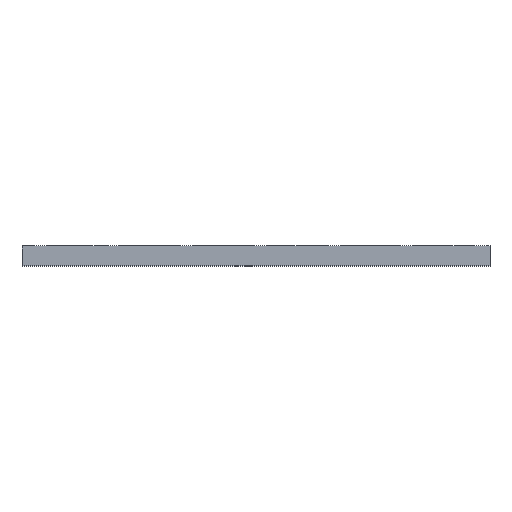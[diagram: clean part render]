
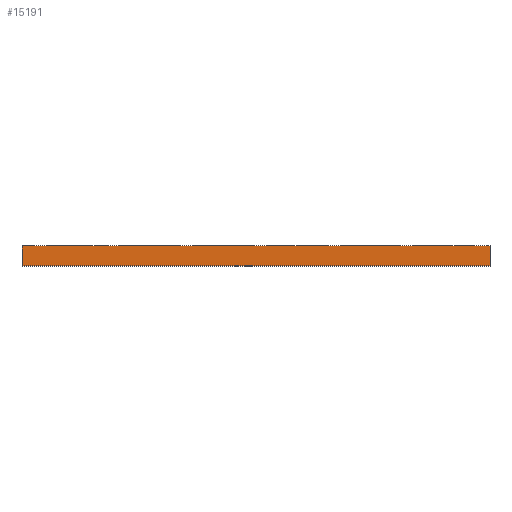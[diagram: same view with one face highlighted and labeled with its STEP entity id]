
A CAD part, top view. The second image highlights one B-rep face of the part: STEP entity #15191.
In plain terms, the highlighted planar face has unit normal (0, 0, 1).
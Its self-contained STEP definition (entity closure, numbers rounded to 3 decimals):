
#879=DIRECTION('',(1.,0.,0.));
#880=VECTOR('',#879,119.2);
#881=CARTESIAN_POINT('',(-12.25,1.3,38.));
#882=LINE('',#881,#880);
#2603=DIRECTION('',(0.,1.,0.));
#2604=VECTOR('',#2603,5.);
#2605=CARTESIAN_POINT('',(-12.25,-3.7,38.));
#2606=LINE('',#2605,#2604);
#2679=DIRECTION('',(0.,1.,0.));
#2680=VECTOR('',#2679,5.);
#2681=CARTESIAN_POINT('',(106.95,-3.7,38.));
#2682=LINE('',#2681,#2680);
#2731=DIRECTION('',(1.,0.,0.));
#2732=VECTOR('',#2731,119.2);
#2733=CARTESIAN_POINT('',(-12.25,-3.7,38.));
#2734=LINE('',#2733,#2732);
#8899=CARTESIAN_POINT('',(-12.25,-3.7,38.));
#8900=VERTEX_POINT('',#8899);
#8901=CARTESIAN_POINT('',(-12.25,1.3,38.));
#8902=VERTEX_POINT('',#8901);
#8931=CARTESIAN_POINT('',(106.95,-3.7,38.));
#8932=VERTEX_POINT('',#8931);
#8933=CARTESIAN_POINT('',(106.95,1.3,38.));
#8934=VERTEX_POINT('',#8933);
#15180=CARTESIAN_POINT('',(-12.25,-3.7,38.));
#15181=DIRECTION('',(0.,0.,1.));
#15182=DIRECTION('',(0.,1.,0.));
#15183=AXIS2_PLACEMENT_3D('',#15180,#15181,#15182);
#15184=PLANE('',#15183);
#15185=ORIENTED_EDGE('',*,*,#14981,.T.);
#15186=ORIENTED_EDGE('',*,*,#12651,.T.);
#15187=ORIENTED_EDGE('',*,*,#15044,.F.);
#15188=ORIENTED_EDGE('',*,*,#15173,.F.);
#15189=EDGE_LOOP('',(#15185,#15186,#15187,#15188));
#15190=FACE_OUTER_BOUND('',#15189,.F.);
#15191=ADVANCED_FACE('',(#15190),#15184,.T.);
#12651=EDGE_CURVE('',#8902,#8934,#882,.T.);
#14981=EDGE_CURVE('',#8900,#8902,#2606,.T.);
#15044=EDGE_CURVE('',#8932,#8934,#2682,.T.);
#15173=EDGE_CURVE('',#8900,#8932,#2734,.T.);
